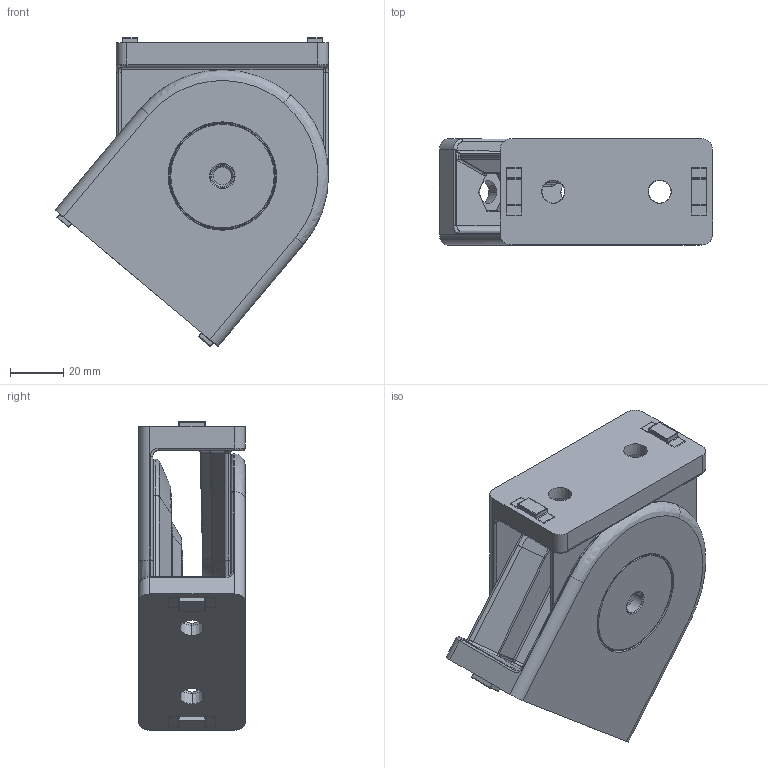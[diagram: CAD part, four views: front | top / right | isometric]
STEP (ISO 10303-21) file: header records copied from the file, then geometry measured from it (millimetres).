
FILE_DESCRIPTION (( 'STEP AP203' ), '1' );
FILE_NAME ('204500605_c_1.STEP', '2023-02-28T04:24:26', ( '' ), ( '' ), 'SwSTEP 2.0', 'SolidWorks 2014', '' );
FILE_SCHEMA (( 'CONFIG_CONTROL_DESIGN' ));
Length unit declared in the file: millimetre
Products named in the file (1): 204500605_c_1
Bounding box: 102.43 x 39.8 x 115.79 mm (x, y, z)
Volume: 175320.5 mm3; surface area: 79150.1 mm2
Topology: 11 solids, 11 shells, 1128 faces, 2602 edges, 1518 vertices
Faces by surface type: cylinder 353, bspline 314, plane 268, cone 138, torus 55
Entity records: 40696 total; most frequent: CARTESIAN_POINT 16704, ORIENTED_EDGE 5184, DIRECTION 4909, EDGE_CURVE 2592, AXIS2_PLACEMENT_3D 1962, VERTEX_POINT 1518, EDGE_LOOP 1184, CIRCLE 1147
